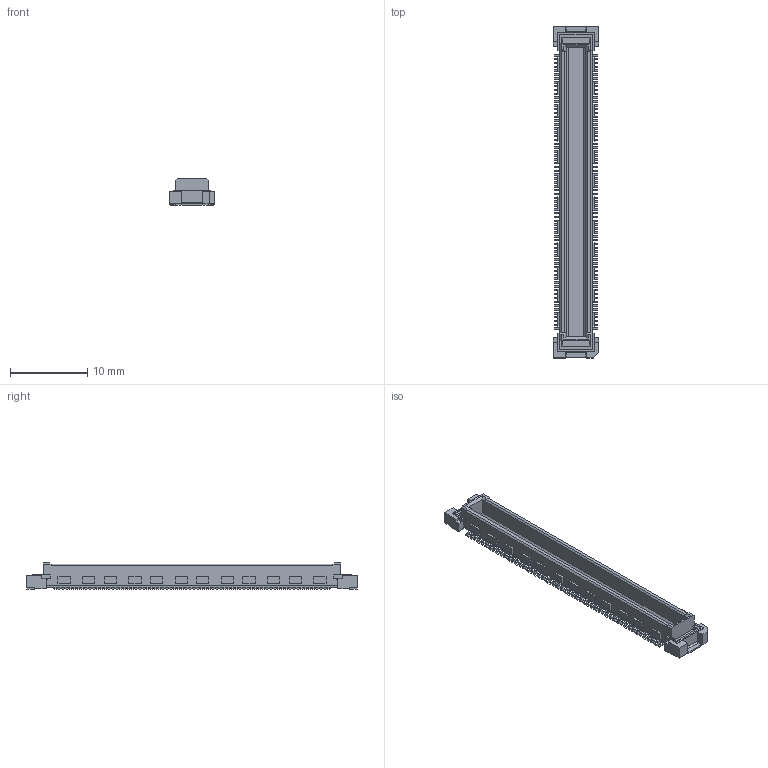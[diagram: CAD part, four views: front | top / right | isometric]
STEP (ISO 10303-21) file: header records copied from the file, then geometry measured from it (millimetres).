
FILE_DESCRIPTION(('CoCreate Modeling STEP Export'),'2;1');
FILE_NAME('FX10B-144P-SV.stp','2010-07-30T 9:13:51',(''),(''),'CoCreate Modeling STEP processor for AP214 (Solid Model)','CoCreate Modeling 17.0 01-Apr-2010 (C) Parametric Technology GmbH','');
FILE_SCHEMA(('AUTOMOTIVE_DESIGN { 1 0 10303 214 1 1 1 1 }'));
Length unit declared in the file: millimetre
Products named in the file (1): FX10B-144P-SV
Bounding box: 5.9 x 43.1 x 3.5 mm (x, y, z)
Volume: 321.4 mm3; surface area: 1047.1 mm2
Topology: 1 solids, 1 shells, 1758 faces, 4889 edges, 3150 vertices
Faces by surface type: plane 1602, cylinder 156
Entity records: 54235 total; most frequent: ORIENTED_EDGE 9778, CARTESIAN_POINT 9618, DIRECTION 8515, EDGE_CURVE 4889, VECTOR 4421, LINE 4421, VERTEX_POINT 3150, AXIS2_PLACEMENT_3D 2047
